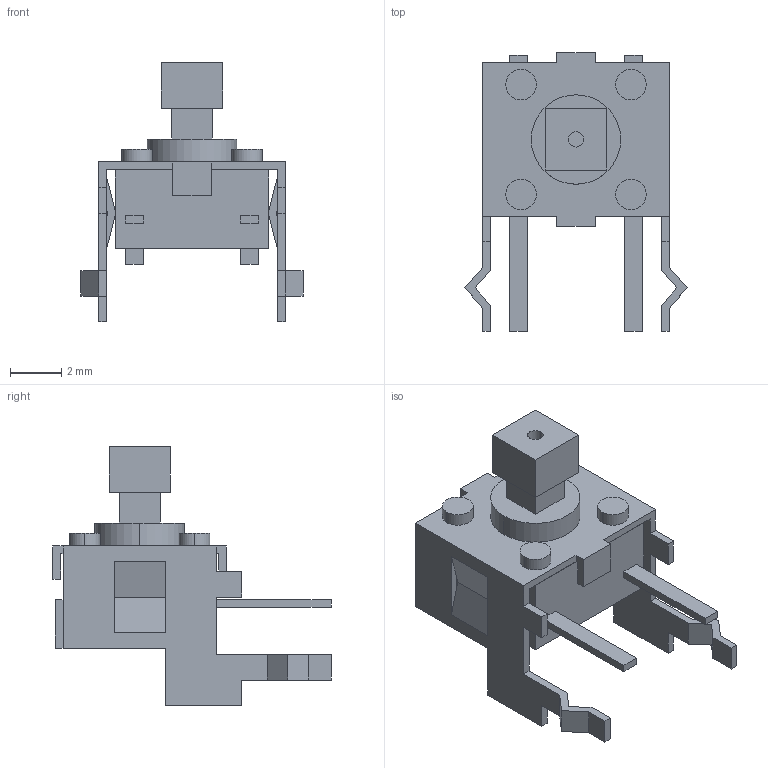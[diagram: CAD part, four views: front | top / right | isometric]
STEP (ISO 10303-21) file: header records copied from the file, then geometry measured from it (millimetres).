
FILE_DESCRIPTION(('STEP AP242'),'1');
FILE_NAME('b3f-3155.stp','2019-09-18T08:27:45',('TraceParts'),('TraceParts S.A.'),'Spatial InterOp 3D',' ',' ');
FILE_SCHEMA(('AP242_MANAGED_MODEL_BASED_3D_ENGINEERING_MIM_LF {1 0 10303 442 1 1 4}'));
Length unit declared in the file: millimetre
Products named in the file (1): b3f-3155_1
Bounding box: 8.7 x 10.9 x 10.15 mm (x, y, z)
Volume: 164 mm3; surface area: 480 mm2
Topology: 2 solids, 2 shells, 136 faces, 360 edges, 236 vertices
Faces by surface type: plane 120, cylinder 16
Entity records: 5281 total; most frequent: CARTESIAN_POINT 734, ORIENTED_EDGE 720, DIRECTION 668, EDGE_CURVE 360, LINE 328, VECTOR 328, VERTEX_POINT 236, AXIS2_PLACEMENT_3D 170
